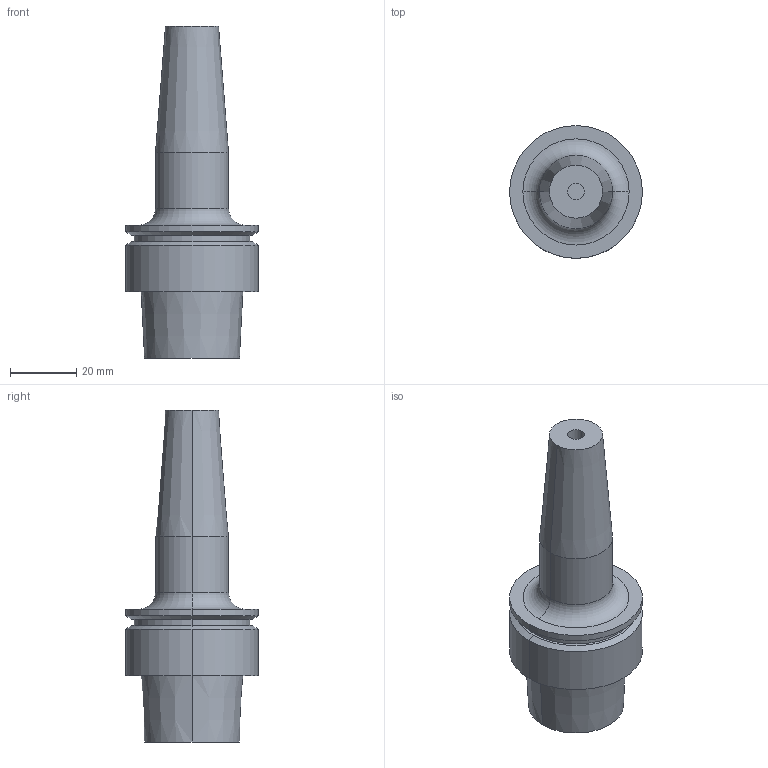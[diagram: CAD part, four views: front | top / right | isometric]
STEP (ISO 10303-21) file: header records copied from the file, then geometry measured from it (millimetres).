
FILE_DESCRIPTION (( 'STEP AP203' ), '1' );
FILE_NAME ('STP-39086-E.STEP', '2019-05-06T06:50:10', ( '' ), ( '' ), 'SwSTEP 2.0', 'SolidWorks 2017', '' );
FILE_SCHEMA (( 'CONFIG_CONTROL_DESIGN' ));
Length unit declared in the file: millimetre
Products named in the file (1): STP-39086-E
Bounding box: 40 x 40 x 100 mm (x, y, z)
Volume: 45871.5 mm3; surface area: 13159 mm2
Topology: 1 solids, 1 shells, 43 faces, 84 edges, 50 vertices
Faces by surface type: cylinder 18, cone 12, plane 9, torus 4
Entity records: 1185 total; most frequent: DIRECTION 226, CARTESIAN_POINT 178, ORIENTED_EDGE 168, AXIS2_PLACEMENT_3D 98, EDGE_CURVE 84, CIRCLE 54, VERTEX_POINT 50, EDGE_LOOP 50
